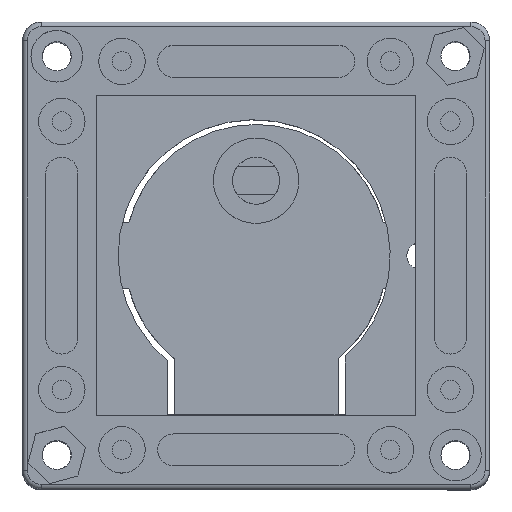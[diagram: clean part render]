
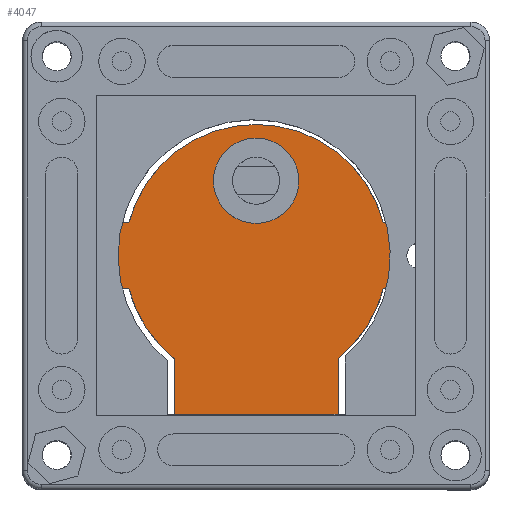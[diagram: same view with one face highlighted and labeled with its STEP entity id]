
A CAD part, top view. The second image highlights one B-rep face of the part: STEP entity #4047.
In plain terms, the highlighted face is planar.
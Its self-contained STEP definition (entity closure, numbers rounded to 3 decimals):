
#256=FACE_BOUND('',#859,.T.);
#257=FACE_BOUND('',#860,.T.);
#258=FACE_BOUND('',#861,.T.);
#407=CIRCLE('',#4505,3.5);
#408=CIRCLE('',#4506,14.);
#409=CIRCLE('',#4507,14.);
#410=CIRCLE('',#4508,3.5);
#411=CIRCLE('',#4509,14.);
#412=CIRCLE('',#4510,2.1);
#413=CIRCLE('',#4511,2.1);
#414=CIRCLE('',#4512,4.55);
#612=FACE_OUTER_BOUND('',#858,.T.);
#858=EDGE_LOOP('',(#3513,#3514,#3515,#3516,#3517,#3518,#3519,#3520,#3521,
#3522,#3523,#3524));
#859=EDGE_LOOP('',(#3525));
#860=EDGE_LOOP('',(#3526));
#861=EDGE_LOOP('',(#3527));
#1183=LINE('',#6677,#1583);
#1184=LINE('',#6681,#1584);
#1185=LINE('',#6685,#1585);
#1186=LINE('',#6687,#1586);
#1187=LINE('',#6689,#1587);
#1188=LINE('',#6693,#1588);
#1189=LINE('',#6697,#1589);
#1583=VECTOR('',#5488,3.945);
#1584=VECTOR('',#5491,3.945);
#1585=VECTOR('',#5494,7.571);
#1586=VECTOR('',#5495,17.5);
#1587=VECTOR('',#5496,7.571);
#1588=VECTOR('',#5499,3.945);
#1589=VECTOR('',#5502,3.945);
#1997=VERTEX_POINT('',#6675);
#1998=VERTEX_POINT('',#6676);
#1999=VERTEX_POINT('',#6678);
#2000=VERTEX_POINT('',#6680);
#2001=VERTEX_POINT('',#6682);
#2002=VERTEX_POINT('',#6684);
#2003=VERTEX_POINT('',#6686);
#2004=VERTEX_POINT('',#6688);
#2005=VERTEX_POINT('',#6690);
#2006=VERTEX_POINT('',#6692);
#2007=VERTEX_POINT('',#6694);
#2008=VERTEX_POINT('',#6696);
#2009=VERTEX_POINT('',#6699);
#2010=VERTEX_POINT('',#6701);
#2011=VERTEX_POINT('',#6703);
#2559=EDGE_CURVE('',#1997,#1998,#1183,.T.);
#2560=EDGE_CURVE('',#1998,#1999,#407,.T.);
#2561=EDGE_CURVE('',#1999,#2000,#1184,.T.);
#2562=EDGE_CURVE('',#2000,#2001,#408,.T.);
#2563=EDGE_CURVE('',#2001,#2002,#1185,.T.);
#2564=EDGE_CURVE('',#2002,#2003,#1186,.T.);
#2565=EDGE_CURVE('',#2003,#2004,#1187,.T.);
#2566=EDGE_CURVE('',#2004,#2005,#409,.T.);
#2567=EDGE_CURVE('',#2005,#2006,#1188,.T.);
#2568=EDGE_CURVE('',#2006,#2007,#410,.T.);
#2569=EDGE_CURVE('',#2007,#2008,#1189,.T.);
#2570=EDGE_CURVE('',#2008,#1997,#411,.T.);
#2571=EDGE_CURVE('',#2009,#2009,#412,.T.);
#2572=EDGE_CURVE('',#2010,#2010,#413,.T.);
#2573=EDGE_CURVE('',#2011,#2011,#414,.T.);
#3513=ORIENTED_EDGE('',*,*,#2559,.T.);
#3514=ORIENTED_EDGE('',*,*,#2560,.T.);
#3515=ORIENTED_EDGE('',*,*,#2561,.T.);
#3516=ORIENTED_EDGE('',*,*,#2562,.T.);
#3517=ORIENTED_EDGE('',*,*,#2563,.T.);
#3518=ORIENTED_EDGE('',*,*,#2564,.T.);
#3519=ORIENTED_EDGE('',*,*,#2565,.T.);
#3520=ORIENTED_EDGE('',*,*,#2566,.T.);
#3521=ORIENTED_EDGE('',*,*,#2567,.T.);
#3522=ORIENTED_EDGE('',*,*,#2568,.T.);
#3523=ORIENTED_EDGE('',*,*,#2569,.T.);
#3524=ORIENTED_EDGE('',*,*,#2570,.T.);
#3525=ORIENTED_EDGE('',*,*,#2571,.T.);
#3526=ORIENTED_EDGE('',*,*,#2572,.T.);
#3527=ORIENTED_EDGE('',*,*,#2573,.T.);
#3848=PLANE('',#4504);
#4047=ADVANCED_FACE('',(#612,#256,#257,#258),#3848,.T.);
#4504=AXIS2_PLACEMENT_3D('',#6674,#5486,#5487);
#4505=AXIS2_PLACEMENT_3D('',#6679,#5489,#5490);
#4506=AXIS2_PLACEMENT_3D('',#6683,#5492,#5493);
#4507=AXIS2_PLACEMENT_3D('',#6691,#5497,#5498);
#4508=AXIS2_PLACEMENT_3D('',#6695,#5500,#5501);
#4509=AXIS2_PLACEMENT_3D('',#6698,#5503,#5504);
#4510=AXIS2_PLACEMENT_3D('',#6700,#5505,#5506);
#4511=AXIS2_PLACEMENT_3D('',#6702,#5507,#5508);
#4512=AXIS2_PLACEMENT_3D('',#6704,#5509,#5510);
#5486=DIRECTION('center_axis',(0.,0.,1.));
#5487=DIRECTION('ref_axis',(1.,0.,0.));
#5488=DIRECTION('',(1.,0.,0.));
#5489=DIRECTION('center_axis',(0.,0.,1.));
#5490=DIRECTION('ref_axis',(1.,0.,0.));
#5491=DIRECTION('',(-1.,0.,0.));
#5492=DIRECTION('center_axis',(0.,0.,1.));
#5493=DIRECTION('ref_axis',(1.,0.,0.));
#5494=DIRECTION('',(0.,1.,0.));
#5495=DIRECTION('',(-1.,0.,0.));
#5496=DIRECTION('',(0.,-1.,0.));
#5497=DIRECTION('center_axis',(0.,0.,1.));
#5498=DIRECTION('ref_axis',(1.,0.,0.));
#5499=DIRECTION('',(-1.,0.,0.));
#5500=DIRECTION('center_axis',(0.,0.,1.));
#5501=DIRECTION('ref_axis',(1.,0.,0.));
#5502=DIRECTION('',(1.,0.,0.));
#5503=DIRECTION('center_axis',(0.,0.,1.));
#5504=DIRECTION('ref_axis',(1.,0.,0.));
#5505=DIRECTION('center_axis',(0.,0.,-1.));
#5506=DIRECTION('ref_axis',(1.,0.,0.));
#5507=DIRECTION('center_axis',(0.,0.,-1.));
#5508=DIRECTION('ref_axis',(1.,0.,0.));
#5509=DIRECTION('center_axis',(0.,0.,-1.));
#5510=DIRECTION('ref_axis',(-1.,0.,0.));
#6674=CARTESIAN_POINT('Origin',(0.,-14.195,0.));
#6675=CARTESIAN_POINT('',(13.555,-3.5,0.));
#6676=CARTESIAN_POINT('',(17.5,-3.5,0.));
#6677=CARTESIAN_POINT('',(13.555,-3.5,0.));
#6678=CARTESIAN_POINT('',(17.5,3.5,0.));
#6679=CARTESIAN_POINT('Origin',(17.5,0.,0.));
#6680=CARTESIAN_POINT('',(13.555,3.5,0.));
#6681=CARTESIAN_POINT('',(17.5,3.5,0.));
#6682=CARTESIAN_POINT('',(8.75,10.929,0.));
#6683=CARTESIAN_POINT('Origin',(0.,0.,0.));
#6684=CARTESIAN_POINT('',(8.75,18.5,0.));
#6685=CARTESIAN_POINT('',(8.75,10.929,0.));
#6686=CARTESIAN_POINT('',(-8.75,18.5,0.));
#6687=CARTESIAN_POINT('',(8.75,18.5,0.));
#6688=CARTESIAN_POINT('',(-8.75,10.929,0.));
#6689=CARTESIAN_POINT('',(-8.75,18.5,0.));
#6690=CARTESIAN_POINT('',(-13.555,3.5,0.));
#6691=CARTESIAN_POINT('Origin',(0.,0.,0.));
#6692=CARTESIAN_POINT('',(-17.5,3.5,0.));
#6693=CARTESIAN_POINT('',(-13.555,3.5,0.));
#6694=CARTESIAN_POINT('',(-17.5,-3.5,0.));
#6695=CARTESIAN_POINT('Origin',(-17.5,0.,0.));
#6696=CARTESIAN_POINT('',(-13.555,-3.5,0.));
#6697=CARTESIAN_POINT('',(-17.5,-3.5,0.));
#6698=CARTESIAN_POINT('Origin',(0.,0.,0.));
#6699=CARTESIAN_POINT('',(-19.6,0.,0.));
#6700=CARTESIAN_POINT('Origin',(-17.5,0.,0.));
#6701=CARTESIAN_POINT('',(15.4,0.,0.));
#6702=CARTESIAN_POINT('Origin',(17.5,0.,0.));
#6703=CARTESIAN_POINT('',(4.55,-8.,0.));
#6704=CARTESIAN_POINT('Origin',(0.,-8.,0.));
